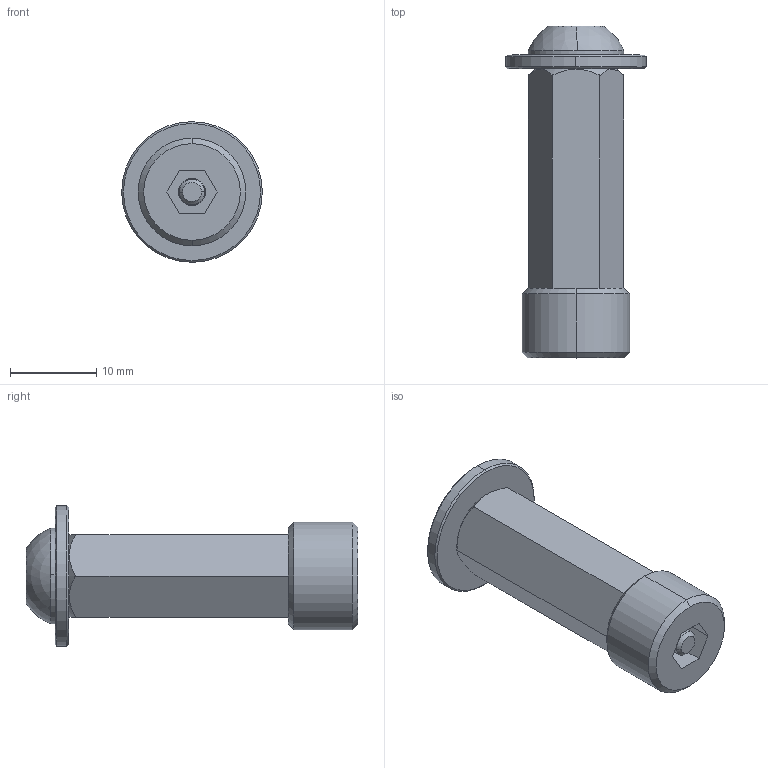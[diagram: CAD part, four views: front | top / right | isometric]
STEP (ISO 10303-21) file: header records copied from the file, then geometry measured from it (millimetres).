
FILE_DESCRIPTION (( 'STEP AP214' ), '1' );
FILE_NAME ('am-4957 5mm Hex to 375H Adapter.STEP', '2023-07-26T15:30:12', ( '' ), ( '' ), 'SwSTEP 2.0', 'SolidWorks 2022', '' );
FILE_SCHEMA (( 'AUTOMOTIVE_DESIGN' ));
Length unit declared in the file: inch
Products named in the file (5): 14-20 x 0.375 BHCS_92949A837; am-4957 5mm Hex to 375H Adapter; ip-4957 5mm Hex To 375H Adapter; 250 Washer; SHCS M3 x 14mm
Assembly tree (4 placements, depth 2):
  am-4957 5mm Hex to 375H Adapter
    ip-4957 5mm Hex To 375H Adapter
    SHCS M3 x 14mm
    250 Washer
    14-20 x 0.375 BHCS_92949A837
Bounding box: 16.26 x 38.38 x 16.26 mm (x, y, z)
Volume: 3112.2 mm3; surface area: 3102 mm2
Topology: 4 solids, 4 shells, 111 faces, 257 edges, 160 vertices
Faces by surface type: cone 38, plane 38, cylinder 30, bspline 3, sphere 2
Entity records: 4784 total; most frequent: CARTESIAN_POINT 2123, ORIENTED_EDGE 514, DIRECTION 495, EDGE_CURVE 257, AXIS2_PLACEMENT_3D 190, VERTEX_POINT 160, EDGE_LOOP 121, VECTOR 115
